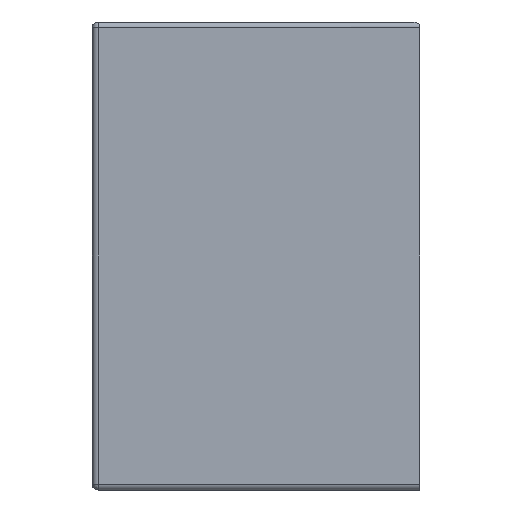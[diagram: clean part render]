
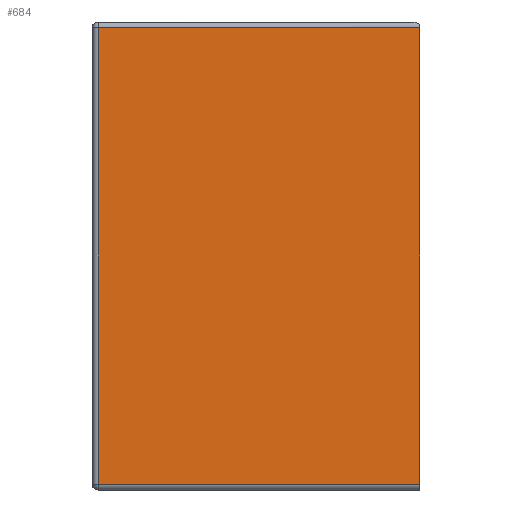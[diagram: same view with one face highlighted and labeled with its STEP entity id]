
A CAD part, front view. The second image highlights one B-rep face of the part: STEP entity #684.
In plain terms, the highlighted planar face has unit normal (0, -1, 0).
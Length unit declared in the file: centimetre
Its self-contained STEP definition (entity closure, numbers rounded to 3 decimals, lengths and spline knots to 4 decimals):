
#149=PLANE('',#753);
#186=VECTOR('',#889,1.);
#187=VECTOR('',#906,1.);
#188=VECTOR('',#909,1.);
#190=VECTOR('',#914,1.);
#230=LINE('',#1085,#186);
#231=LINE('',#1097,#187);
#232=LINE('',#1099,#188);
#234=LINE('',#1105,#190);
#280=VERTEX_POINT('',#1084);
#281=VERTEX_POINT('',#1086);
#282=VERTEX_POINT('',#1092);
#284=VERTEX_POINT('',#1100);
#357=EDGE_CURVE('',#281,#280,#230,.T.);
#363=EDGE_CURVE('',#281,#282,#231,.T.);
#364=EDGE_CURVE('',#282,#284,#232,.T.);
#367=EDGE_CURVE('',#284,#280,#234,.T.);
#484=ORIENTED_EDGE('',*,*,#363,.F.);
#485=ORIENTED_EDGE('',*,*,#357,.T.);
#486=ORIENTED_EDGE('',*,*,#367,.F.);
#487=ORIENTED_EDGE('',*,*,#364,.F.);
#580=EDGE_LOOP('',(#484,#485,#486,#487));
#634=FACE_BOUND('',#580,.T.);
#684=ADVANCED_FACE('',(#634),#149,.T.);
#753=AXIS2_PLACEMENT_3D('',#1104,#913,$);
#889=DIRECTION('',(0.,0.,1.));
#906=DIRECTION('',(-1.,0.,0.));
#909=DIRECTION('',(0.,0.,1.));
#913=DIRECTION('',(0.,-1.,0.));
#914=DIRECTION('',(1.,0.,0.));
#1084=CARTESIAN_POINT('',(0.,0.,3.95));
#1085=CARTESIAN_POINT('',(0.,0.,0.));
#1086=CARTESIAN_POINT('',(0.,0.,0.05));
#1092=CARTESIAN_POINT('',(-2.75,0.,0.05));
#1097=CARTESIAN_POINT('',(-1.3881,0.,0.05));
#1099=CARTESIAN_POINT('',(-2.75,0.,0.));
#1100=CARTESIAN_POINT('',(-2.75,0.,3.95));
#1104=CARTESIAN_POINT('',(-1.4,0.,0.));
#1105=CARTESIAN_POINT('',(-1.3881,0.,3.95));
